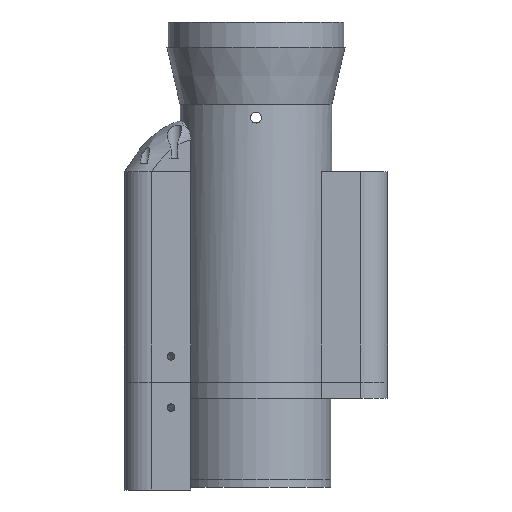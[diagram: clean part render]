
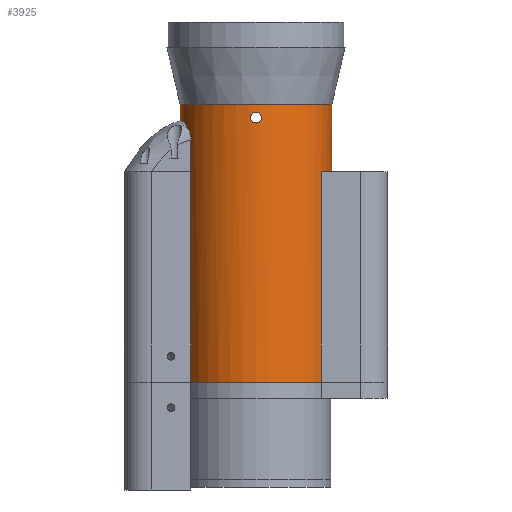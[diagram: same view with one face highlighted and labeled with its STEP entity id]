
A CAD part, front view. The second image highlights one B-rep face of the part: STEP entity #3925.
In plain terms, the highlighted cylindrical face has radius 28.15 mm (diameter 56.3 mm), a full revolution.
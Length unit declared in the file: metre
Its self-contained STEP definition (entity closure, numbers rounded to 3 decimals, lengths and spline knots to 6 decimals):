
#66=B_SPLINE_CURVE_WITH_KNOTS('',3,(#6724,#6725,#6726,#6727,#6728,#6729,
#6730,#6731,#6732,#6733,#6734),.UNSPECIFIED.,.T.,.F.,(1,1,1,1,1,1,1,1,1,
1,1,1,1,1,1),(-0.004691,-0.003127,-0.001564,
0.,0.001564,0.003127,0.004691,
0.006254,0.007818,0.009381,0.010945,
0.012508,0.014072,0.015635,0.017199),
 .UNSPECIFIED.);
#67=B_SPLINE_CURVE_WITH_KNOTS('',3,(#6736,#6737,#6738,#6739,#6740,#6741,
#6742,#6743,#6744,#6745,#6746),.UNSPECIFIED.,.T.,.F.,(1,1,1,1,1,1,1,1,1,
1,1,1,1,1,1),(-0.004691,-0.003127,-0.001564,
0.,0.001564,0.003127,0.004691,
0.006254,0.007818,0.009381,0.010945,
0.012508,0.014072,0.015635,0.017199),
 .UNSPECIFIED.);
#169=CIRCLE('',#4335,0.02815);
#172=CIRCLE('',#4338,0.02815);
#205=CIRCLE('',#4381,0.02815);
#206=CIRCLE('',#4382,0.02815);
#207=CIRCLE('',#4383,0.02815);
#322=CYLINDRICAL_SURFACE('',#4380,0.02815);
#812=ORIENTED_EDGE('',*,*,#1669,.T.);
#813=ORIENTED_EDGE('',*,*,#1670,.T.);
#814=ORIENTED_EDGE('',*,*,#1671,.F.);
#815=ORIENTED_EDGE('',*,*,#1672,.F.);
#816=ORIENTED_EDGE('',*,*,#1596,.T.);
#817=ORIENTED_EDGE('',*,*,#1673,.T.);
#818=ORIENTED_EDGE('',*,*,#1674,.T.);
#819=ORIENTED_EDGE('',*,*,#1675,.F.);
#820=ORIENTED_EDGE('',*,*,#1602,.T.);
#821=ORIENTED_EDGE('',*,*,#1676,.T.);
#822=ORIENTED_EDGE('',*,*,#1677,.T.);
#1596=EDGE_CURVE('',#2076,#2075,#169,.T.);
#1602=EDGE_CURVE('',#2082,#2081,#172,.T.);
#1669=EDGE_CURVE('',#2146,#2146,#66,.T.);
#1670=EDGE_CURVE('',#2147,#2147,#67,.T.);
#1671=EDGE_CURVE('',#2148,#2148,#205,.T.);
#1672=EDGE_CURVE('',#2076,#2149,#2420,.T.);
#1673=EDGE_CURVE('',#2075,#2150,#2421,.T.);
#1674=EDGE_CURVE('',#2150,#2151,#206,.T.);
#1675=EDGE_CURVE('',#2082,#2151,#2422,.T.);
#1676=EDGE_CURVE('',#2081,#2152,#2423,.T.);
#1677=EDGE_CURVE('',#2152,#2149,#207,.T.);
#2075=VERTEX_POINT('',#6561);
#2076=VERTEX_POINT('',#6563);
#2081=VERTEX_POINT('',#6573);
#2082=VERTEX_POINT('',#6575);
#2146=VERTEX_POINT('',#6735);
#2147=VERTEX_POINT('',#6747);
#2148=VERTEX_POINT('',#6749);
#2149=VERTEX_POINT('',#6751);
#2150=VERTEX_POINT('',#6753);
#2151=VERTEX_POINT('',#6755);
#2152=VERTEX_POINT('',#6758);
#2420=LINE('',#6750,#2701);
#2421=LINE('',#6752,#2702);
#2422=LINE('',#6756,#2703);
#2423=LINE('',#6757,#2704);
#2701=VECTOR('',#5147,1.);
#2702=VECTOR('',#5148,1.);
#2703=VECTOR('',#5151,1.);
#2704=VECTOR('',#5152,1.);
#3072=EDGE_LOOP('',(#812));
#3073=EDGE_LOOP('',(#813));
#3074=EDGE_LOOP('',(#814));
#3075=EDGE_LOOP('',(#815,#816,#817,#818,#819,#820,#821,#822));
#3485=FACE_BOUND('',#3072,.T.);
#3486=FACE_BOUND('',#3073,.T.);
#3487=FACE_BOUND('',#3074,.T.);
#3488=FACE_BOUND('',#3075,.T.);
#3925=ADVANCED_FACE('',(#3485,#3486,#3487,#3488),#322,.T.);
#4335=AXIS2_PLACEMENT_3D('',#6562,#5021,#5022);
#4338=AXIS2_PLACEMENT_3D('',#6574,#5030,#5031);
#4380=AXIS2_PLACEMENT_3D('',#6723,#5143,#5144);
#4381=AXIS2_PLACEMENT_3D('',#6748,#5145,#5146);
#4382=AXIS2_PLACEMENT_3D('',#6754,#5149,#5150);
#4383=AXIS2_PLACEMENT_3D('',#6759,#5153,#5154);
#5021=DIRECTION('',(0.,0.,1.));
#5022=DIRECTION('',(1.,0.,0.));
#5030=DIRECTION('',(0.,0.,1.));
#5031=DIRECTION('',(1.,0.,0.));
#5143=DIRECTION('',(0.,0.,-1.));
#5144=DIRECTION('',(-1.,0.,0.));
#5145=DIRECTION('',(0.,0.,1.));
#5146=DIRECTION('',(1.,0.,0.));
#5147=DIRECTION('',(0.,0.,1.));
#5148=DIRECTION('',(0.,0.,1.));
#5149=DIRECTION('',(0.,0.,1.));
#5150=DIRECTION('',(1.,0.,0.));
#5151=DIRECTION('',(0.,0.,1.));
#5152=DIRECTION('',(0.,0.,1.));
#5153=DIRECTION('',(0.,0.,1.));
#5154=DIRECTION('',(-1.,0.,0.));
#6561=CARTESIAN_POINT('',(-0.024109,0.014532,0.036));
#6562=CARTESIAN_POINT('',(0.,0.,0.036));
#6563=CARTESIAN_POINT('',(0.024109,0.014532,0.036));
#6573=CARTESIAN_POINT('',(0.024109,-0.014532,0.036));
#6574=CARTESIAN_POINT('',(0.,0.,0.036));
#6575=CARTESIAN_POINT('',(-0.024109,-0.014532,0.036));
#6723=CARTESIAN_POINT('',(0.,0.,0.042));
#6724=CARTESIAN_POINT('',(-0.001569,0.028114,0.132434));
#6725=CARTESIAN_POINT('',(0.,0.028168,0.131783));
#6726=CARTESIAN_POINT('',(0.001567,0.028114,0.132434));
#6727=CARTESIAN_POINT('',(0.002216,0.028061,0.133998));
#6728=CARTESIAN_POINT('',(0.001568,0.028114,0.135567));
#6729=CARTESIAN_POINT('',(0.,0.028168,0.136216));
#6730=CARTESIAN_POINT('',(-0.001565,0.028115,0.135569));
#6731=CARTESIAN_POINT('',(-0.002216,0.028061,0.134002));
#6732=CARTESIAN_POINT('',(-0.001569,0.028114,0.132434));
#6733=CARTESIAN_POINT('',(0.,0.028168,0.131783));
#6734=CARTESIAN_POINT('',(0.001567,0.028114,0.132434));
#6735=CARTESIAN_POINT('',(0.,0.02815,0.132));
#6736=CARTESIAN_POINT('',(0.001569,-0.028114,0.132434));
#6737=CARTESIAN_POINT('',(0.,-0.028168,0.131783));
#6738=CARTESIAN_POINT('',(-0.001567,-0.028114,0.132434));
#6739=CARTESIAN_POINT('',(-0.002216,-0.028061,0.133998));
#6740=CARTESIAN_POINT('',(-0.001568,-0.028114,0.135567));
#6741=CARTESIAN_POINT('',(0.,-0.028168,0.136216));
#6742=CARTESIAN_POINT('',(0.001565,-0.028115,0.135569));
#6743=CARTESIAN_POINT('',(0.002216,-0.028061,0.134002));
#6744=CARTESIAN_POINT('',(0.001569,-0.028114,0.132434));
#6745=CARTESIAN_POINT('',(0.,-0.028168,0.131783));
#6746=CARTESIAN_POINT('',(-0.001567,-0.028114,0.132434));
#6747=CARTESIAN_POINT('',(0.,-0.02815,0.132));
#6748=CARTESIAN_POINT('',(0.,0.,0.139));
#6749=CARTESIAN_POINT('',(0.02815,0.,0.139));
#6750=CARTESIAN_POINT('',(0.024109,0.014532,0.035998));
#6751=CARTESIAN_POINT('',(0.024109,0.014532,0.114));
#6752=CARTESIAN_POINT('',(-0.024109,0.014532,0.035998));
#6753=CARTESIAN_POINT('',(-0.024109,0.014532,0.114));
#6754=CARTESIAN_POINT('',(0.,0.,0.114));
#6755=CARTESIAN_POINT('',(-0.024109,-0.014532,0.114));
#6756=CARTESIAN_POINT('',(-0.024109,-0.014532,0.035998));
#6757=CARTESIAN_POINT('',(0.024109,-0.014532,0.035998));
#6758=CARTESIAN_POINT('',(0.024109,-0.014532,0.114));
#6759=CARTESIAN_POINT('',(0.,0.,0.114));
